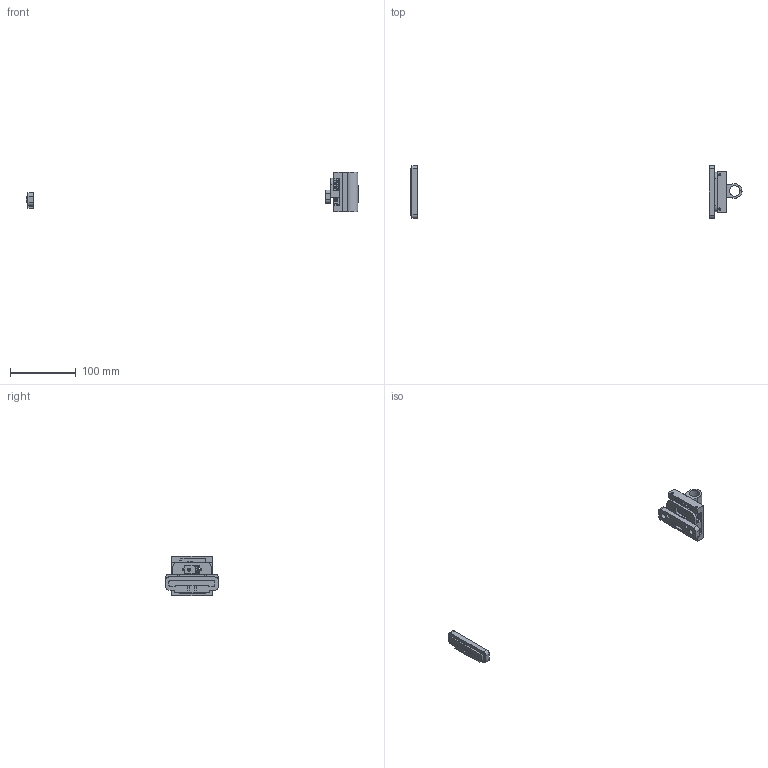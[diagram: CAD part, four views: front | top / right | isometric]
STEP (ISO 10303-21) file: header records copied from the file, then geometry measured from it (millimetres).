
FILE_DESCRIPTION(/* description */ (''),/* implementation_level */ '2;1');
FILE_NAME(/* name */ 'drawing-machine v41.step',/* time_stamp */ '2023-06-14T23:57:17+01:00',/* author */ (''),/* organization */ (''),/* preprocessor_version */ 'ST-DEVELOPER v19.2',/* originating_system */ 'Autodesk Translation Framework v12.6.0.85',/* authorisation */ '');
FILE_SCHEMA (('AUTOMOTIVE_DESIGN { 1 0 10303 214 3 1 1 }'));
Length unit declared in the file: millimetre
Products named in the file (9): drawing-machine; central-carriage; Endy; pen-holder-mechanism; penholder; servo holder; actuator; roda dentada; End72
Assembly tree (8 placements, depth 3):
  drawing-machine
    central-carriage
    Endy
    pen-holder-mechanism
      penholder
      servo holder
      actuator
      roda dentada
      End72
Bounding box: 504.97 x 80.04 x 60 mm (x, y, z)
Volume: 67114.4 mm3; surface area: 37643.1 mm2
Topology: 6 solids, 6 shells, 322 faces, 905 edges, 602 vertices
Faces by surface type: plane 228, cylinder 94
Full cylindrical faces by diameter (mm): 1.947 x1, 2.075 x4, 2.175 x6, 2.529 x1, 2.856 x1, 3 x1, 3.1 x2, 3.4 x4, 4.465 x1, 6.856 x2, 7.884 x2, 8.017 x1, 8.06 x1, 16 x1
Entity records: 10936 total; most frequent: CARTESIAN_POINT 2045, ORIENTED_EDGE 1810, DIRECTION 1761, EDGE_CURVE 905, LINE 717, VECTOR 717, VERTEX_POINT 602, AXIS2_PLACEMENT_3D 522
